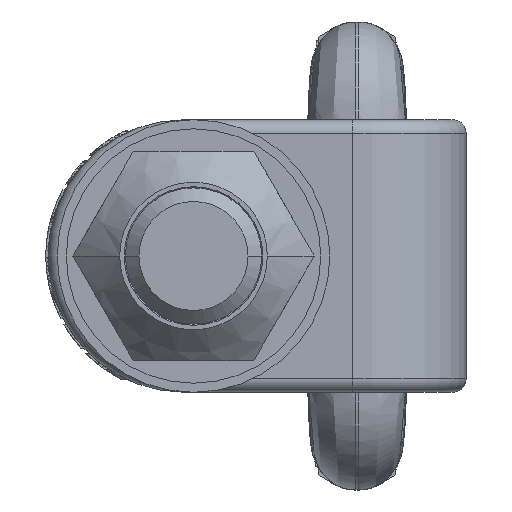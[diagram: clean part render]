
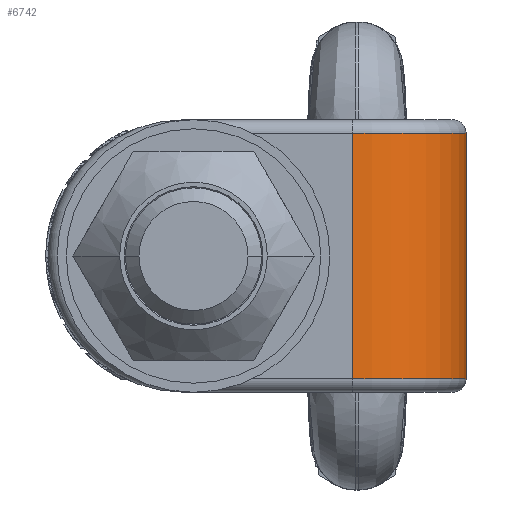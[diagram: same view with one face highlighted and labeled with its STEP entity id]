
A CAD part, front view. The second image highlights one B-rep face of the part: STEP entity #6742.
In plain terms, the highlighted cylindrical face has radius 25 mm (diameter 50 mm), a partial arc.
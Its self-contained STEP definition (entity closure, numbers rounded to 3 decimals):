
#15=DIRECTION('',(0.,0.,1.));
#16=VECTOR('',#15,54.);
#17=CARTESIAN_POINT('',(-27.,0.,-27.));
#18=LINE('',#17,#16);
#67=CARTESIAN_POINT('',(-27.,25.,-27.));
#68=DIRECTION('',(0.,0.,-1.));
#69=DIRECTION('',(0.,1.,0.));
#70=AXIS2_PLACEMENT_3D('',#67,#68,#69);
#72=CARTESIAN_POINT('',(-27.,25.,27.));
#73=DIRECTION('',(0.,0.,1.));
#74=DIRECTION('',(0.,-1.,0.));
#75=AXIS2_PLACEMENT_3D('',#72,#73,#74);
#5338=DIRECTION('',(0.,0.,-1.));
#5339=VECTOR('',#5338,54.);
#5340=CARTESIAN_POINT('',(-27.,50.,27.));
#5341=LINE('',#5340,#5339);
#5524=CARTESIAN_POINT('',(-27.,50.,27.));
#5526=VERTEX_POINT('',#5524);
#5534=CARTESIAN_POINT('',(-27.,50.,-27.));
#5535=VERTEX_POINT('',#5534);
#5538=CARTESIAN_POINT('',(-27.,0.,-27.));
#5539=VERTEX_POINT('',#5538);
#5550=CARTESIAN_POINT('',(-27.,0.,27.));
#5551=VERTEX_POINT('',#5550);
#6729=CARTESIAN_POINT('',(-27.,25.,108.216));
#6730=DIRECTION('',(0.,0.,-1.));
#6731=DIRECTION('',(0.,1.,0.));
#6732=AXIS2_PLACEMENT_3D('',#6729,#6730,#6731);
#6733=CYLINDRICAL_SURFACE('',#6732,25.);
#6734=ORIENTED_EDGE('',*,*,#6723,.T.);
#6735=ORIENTED_EDGE('',*,*,#6654,.T.);
#6737=ORIENTED_EDGE('',*,*,#6736,.T.);
#6739=ORIENTED_EDGE('',*,*,#6738,.T.);
#6740=EDGE_LOOP('',(#6734,#6735,#6737,#6739));
#6741=FACE_OUTER_BOUND('',#6740,.F.);
#6742=ADVANCED_FACE('',(#6741),#6733,.T.);
#71=CIRCLE('',#70,25.);
#76=CIRCLE('',#75,25.);
#6654=EDGE_CURVE('',#5539,#5551,#18,.T.);
#6723=EDGE_CURVE('',#5535,#5539,#71,.T.);
#6736=EDGE_CURVE('',#5551,#5526,#76,.T.);
#6738=EDGE_CURVE('',#5526,#5535,#5341,.T.);
